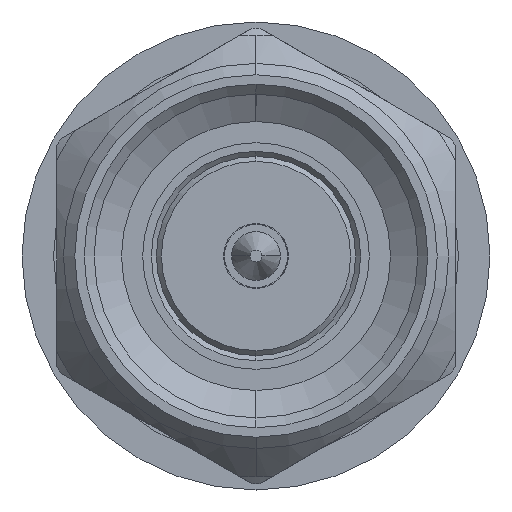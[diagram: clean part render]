
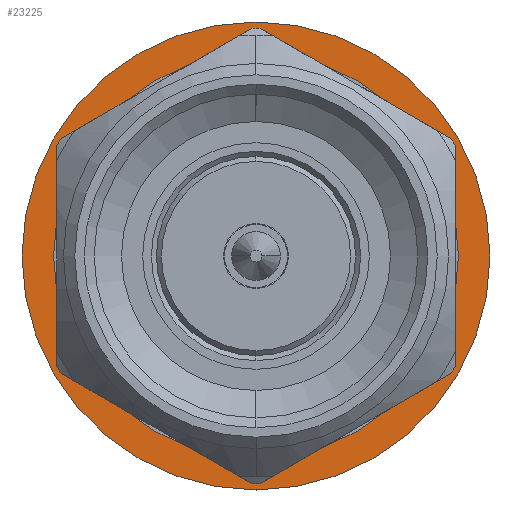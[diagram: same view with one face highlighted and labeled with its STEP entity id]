
A CAD part, left-side view. The second image highlights one B-rep face of the part: STEP entity #23225.
In plain terms, the highlighted face is planar.
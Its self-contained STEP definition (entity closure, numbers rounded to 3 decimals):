
#463 = CARTESIAN_POINT ( 'NONE',  ( 8.104, 0., -4.699 ) ) ;
#517 = VERTEX_POINT ( 'NONE', #463 ) ;
#549 = EDGE_CURVE ( 'NONE', #23676, #18886, #9876, .T. ) ;
#565 = DIRECTION ( 'NONE',  ( 0., 0., 1. ) ) ;
#633 = AXIS2_PLACEMENT_3D ( 'NONE', #5109, #12242, #17346 ) ;
#1687 = FACE_OUTER_BOUND ( 'NONE', #9596, .T. ) ;
#1830 = DIRECTION ( 'NONE',  ( -1., 0., 0. ) ) ;
#2186 = AXIS2_PLACEMENT_3D ( 'NONE', #18424, #1830, #27710 ) ;
#2962 = EDGE_LOOP ( 'NONE', ( #23772, #25086 ) ) ;
#3546 = PLANE ( 'NONE',  #26924 ) ;
#5109 = CARTESIAN_POINT ( 'NONE',  ( 8.104, 0., 0. ) ) ;
#5667 = ORIENTED_EDGE ( 'NONE', *, *, #17945, .F. ) ;
#6018 = FACE_BOUND ( 'NONE', #2962, .T. ) ;
#8342 = CARTESIAN_POINT ( 'NONE',  ( 8.104, 0., -3.937 ) ) ;
#8653 = DIRECTION ( 'NONE',  ( 0., 0., 1. ) ) ;
#9596 = EDGE_LOOP ( 'NONE', ( #16954, #5667 ) ) ;
#9876 = CIRCLE ( 'NONE', #27196, 3.937 ) ;
#11702 = VERTEX_POINT ( 'NONE', #19696 ) ;
#12242 = DIRECTION ( 'NONE',  ( -1., 0., 0. ) ) ;
#15481 = DIRECTION ( 'NONE',  ( -1., 0., 0. ) ) ;
#16954 = ORIENTED_EDGE ( 'NONE', *, *, #18323, .F. ) ;
#17187 = DIRECTION ( 'NONE',  ( 0., 0., 1. ) ) ;
#17346 = DIRECTION ( 'NONE',  ( 0., 0., 1. ) ) ;
#17945 = EDGE_CURVE ( 'NONE', #11702, #517, #23463, .T. ) ;
#18131 = CARTESIAN_POINT ( 'NONE',  ( 8.104, 0., 0. ) ) ;
#18323 = EDGE_CURVE ( 'NONE', #517, #11702, #24933, .T. ) ;
#18424 = CARTESIAN_POINT ( 'NONE',  ( 8.104, 0., 0. ) ) ;
#18886 = VERTEX_POINT ( 'NONE', #8342 ) ;
#19021 = DIRECTION ( 'NONE',  ( -1., 0., 0. ) ) ;
#19696 = CARTESIAN_POINT ( 'NONE',  ( 8.104, 0., 4.699 ) ) ;
#23225 = ADVANCED_FACE ( 'NONE', ( #1687, #6018 ), #3546, .F. ) ;
#23463 = CIRCLE ( 'NONE', #633, 4.699 ) ;
#23552 = DIRECTION ( 'NONE',  ( -1., 0., 0. ) ) ;
#23676 = VERTEX_POINT ( 'NONE', #26303 ) ;
#23772 = ORIENTED_EDGE ( 'NONE', *, *, #28253, .T. ) ;
#23857 = CARTESIAN_POINT ( 'NONE',  ( 8.104, 0., 0. ) ) ;
#24933 = CIRCLE ( 'NONE', #2186, 4.699 ) ;
#25076 = AXIS2_PLACEMENT_3D ( 'NONE', #26583, #19021, #565 ) ;
#25086 = ORIENTED_EDGE ( 'NONE', *, *, #549, .T. ) ;
#26303 = CARTESIAN_POINT ( 'NONE',  ( 8.104, 0., 3.937 ) ) ;
#26583 = CARTESIAN_POINT ( 'NONE',  ( 8.104, 0., 0. ) ) ;
#26924 = AXIS2_PLACEMENT_3D ( 'NONE', #18131, #15481, #8653 ) ;
#27196 = AXIS2_PLACEMENT_3D ( 'NONE', #23857, #23552, #17187 ) ;
#27710 = DIRECTION ( 'NONE',  ( 0., 0., 1. ) ) ;
#28045 = CIRCLE ( 'NONE', #25076, 3.937 ) ;
#28253 = EDGE_CURVE ( 'NONE', #18886, #23676, #28045, .T. ) ;
